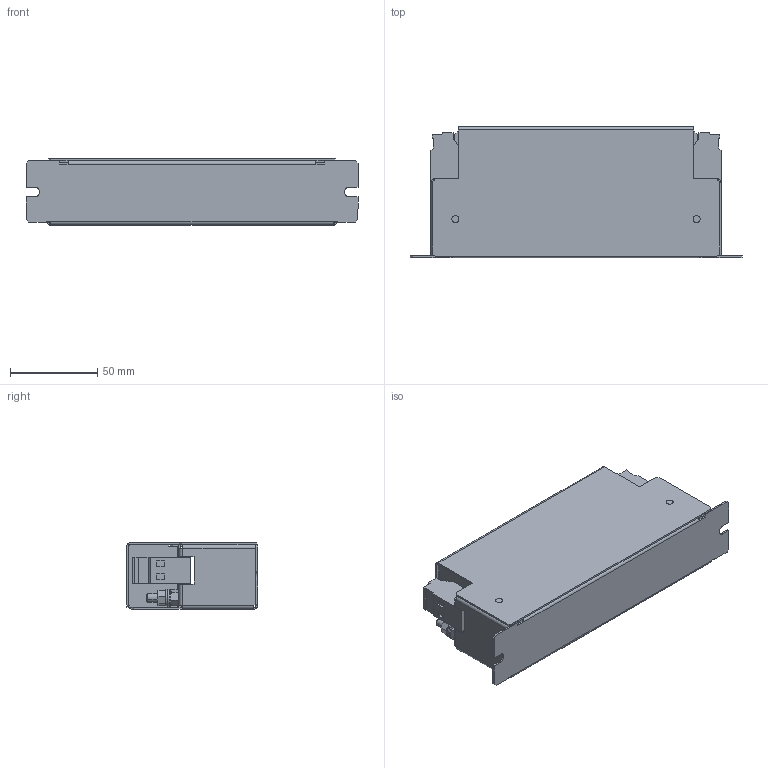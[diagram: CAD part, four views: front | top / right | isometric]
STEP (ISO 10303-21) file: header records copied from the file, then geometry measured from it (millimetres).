
FILE_DESCRIPTION (( 'STEP AP214' ), '1' );
FILE_NAME ('192070.STEP', '2020-05-28T21:41:47', ( '' ), ( '' ), 'SwSTEP 2.0', 'SolidWorks 2018', '' );
FILE_SCHEMA (( 'AUTOMOTIVE_DESIGN' ));
Length unit declared in the file: millimetre
Products named in the file (1): 192070
Bounding box: 190 x 75.1 x 38 mm (x, y, z)
Volume: 63022.2 mm3; surface area: 86850.8 mm2
Topology: 1 solids, 1 shells, 634 faces, 1673 edges, 996 vertices
Faces by surface type: plane 442, cylinder 80, cone 64, bspline 44, torus 4
Entity records: 20014 total; most frequent: CARTESIAN_POINT 4981, ORIENTED_EDGE 3258, DIRECTION 2903, EDGE_CURVE 1629, LINE 1075, VECTOR 1075, VERTEX_POINT 996, AXIS2_PLACEMENT_3D 914
